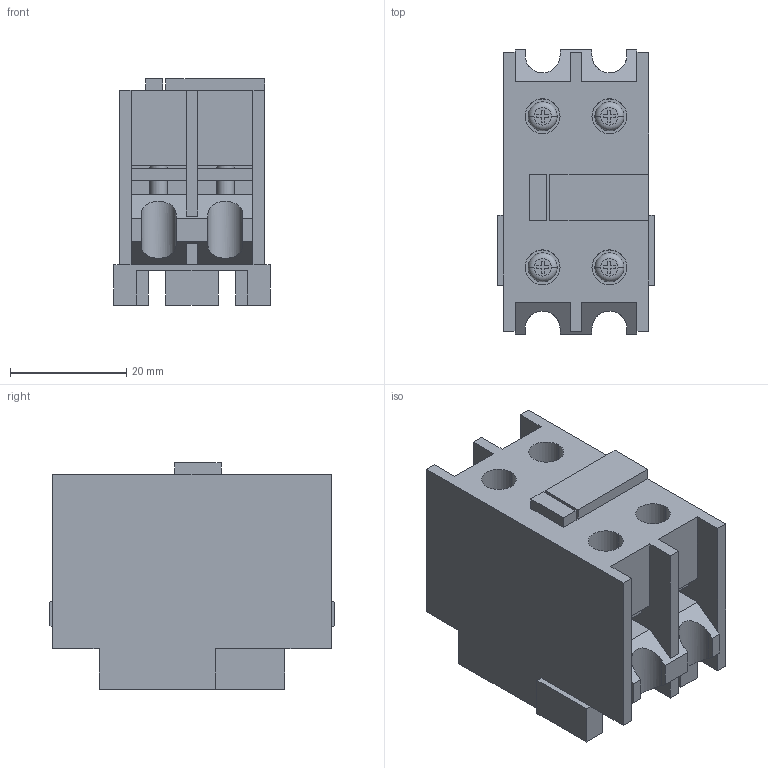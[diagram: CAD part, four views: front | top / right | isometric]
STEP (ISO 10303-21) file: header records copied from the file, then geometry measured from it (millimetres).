
FILE_DESCRIPTION (( 'STEP AP214' ), '1' );
FILE_NAME ('ﾏﾊﾝ - 11.STEP', '2016-12-26T19:59:04', ( '' ), ( '' ), 'SwSTEP 2.0', 'SolidWorks 2014', '' );
FILE_SCHEMA (( 'AUTOMOTIVE_DESIGN' ));
Length unit declared in the file: millimetre
Products named in the file (1): ﾏﾊﾝ - 11
Bounding box: 27 x 49 x 39 mm (x, y, z)
Volume: 31154.8 mm3; surface area: 12924.4 mm2
Topology: 1 solids, 1 shells, 237 faces, 636 edges, 418 vertices
Faces by surface type: plane 185, cylinder 44, torus 8
Entity records: 7388 total; most frequent: CARTESIAN_POINT 1316, ORIENTED_EDGE 1272, DIRECTION 1200, EDGE_CURVE 636, VECTOR 532, LINE 532, VERTEX_POINT 418, AXIS2_PLACEMENT_3D 334
